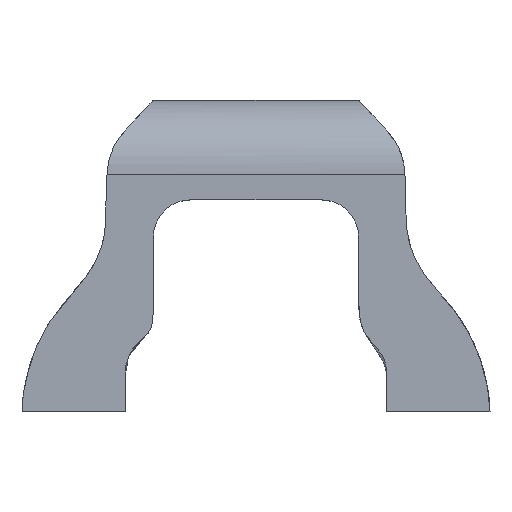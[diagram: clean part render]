
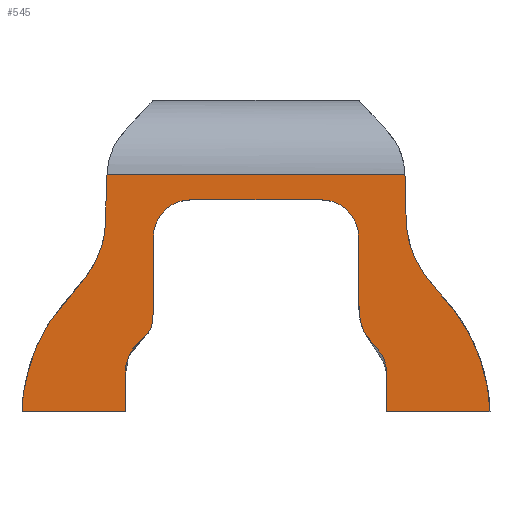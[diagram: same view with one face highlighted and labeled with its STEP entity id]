
A CAD part, top view. The second image highlights one B-rep face of the part: STEP entity #545.
In plain terms, the highlighted planar face has unit normal (0, 0, 1).
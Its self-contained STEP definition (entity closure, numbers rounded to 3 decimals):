
#23=(
BOUNDED_CURVE()
B_SPLINE_CURVE(5,(#1230,#1231,#1232,#1233,#1234,#1235,#1236,#1237,#1238,
#1239,#1240,#1241,#1242,#1243,#1244),.UNSPECIFIED.,.F.,.F.)
B_SPLINE_CURVE_WITH_KNOTS((6,1,1,1,1,1,1,1,1,1,6),(0.,0.1,0.2,0.3,0.4,0.5,
0.6,0.7,0.8,0.9,1.),.UNSPECIFIED.)
CURVE()
GEOMETRIC_REPRESENTATION_ITEM()
RATIONAL_B_SPLINE_CURVE((1.,1.,1.,1.,1.,1.,1.,1.,1.,1.,1.,1.,1.,1.,1.))
REPRESENTATION_ITEM('')
);
#24=(
BOUNDED_CURVE()
B_SPLINE_CURVE(5,(#1299,#1300,#1301,#1302,#1303,#1304,#1305,#1306,#1307,
#1308,#1309,#1310,#1311,#1312,#1313,#1314,#1315),.UNSPECIFIED.,.F.,.F.)
B_SPLINE_CURVE_WITH_KNOTS((6,1,1,1,1,1,1,1,1,1,1,1,6),(-0.735,
-0.733,-0.667,-0.6,-0.533,-0.467,
-0.4,-0.333,-0.267,-0.2,-0.133,-0.067,
0.),.UNSPECIFIED.)
CURVE()
GEOMETRIC_REPRESENTATION_ITEM()
RATIONAL_B_SPLINE_CURVE((1.,1.,1.,1.,1.,1.,1.,1.,1.,1.,1.,1.,1.,1.,1.,1.,
1.))
REPRESENTATION_ITEM('')
);
#25=(
BOUNDED_CURVE()
B_SPLINE_CURVE(5,(#1357,#1358,#1359,#1360,#1361,#1362,#1363,#1364,#1365,
#1366,#1367,#1368,#1369,#1370,#1371,#1372,#1373),.UNSPECIFIED.,.F.,.F.)
B_SPLINE_CURVE_WITH_KNOTS((6,1,1,1,1,1,1,1,1,1,1,1,6),(0.,0.067,
0.133,0.2,0.267,0.333,0.4,0.467,
0.533,0.6,0.667,0.733,0.735),
 .UNSPECIFIED.)
CURVE()
GEOMETRIC_REPRESENTATION_ITEM()
RATIONAL_B_SPLINE_CURVE((1.,1.,1.,1.,1.,1.,1.,1.,1.,1.,1.,1.,1.,1.,1.,1.,
1.))
REPRESENTATION_ITEM('')
);
#26=(
BOUNDED_CURVE()
B_SPLINE_CURVE(5,(#1456,#1457,#1458,#1459,#1460,#1461,#1462,#1463,#1464,
#1465,#1466,#1467,#1468,#1469,#1470),.UNSPECIFIED.,.F.,.F.)
B_SPLINE_CURVE_WITH_KNOTS((6,1,1,1,1,1,1,1,1,1,6),(-1.,-0.9,
-0.8,-0.7,-0.6,-0.5,-0.4,-0.3,-0.2,-0.1,0.),.UNSPECIFIED.)
CURVE()
GEOMETRIC_REPRESENTATION_ITEM()
RATIONAL_B_SPLINE_CURVE((1.,1.,1.,1.,1.,1.,1.,1.,1.,1.,1.,1.,1.,1.,1.))
REPRESENTATION_ITEM('')
);
#31=CIRCLE('',#575,3.);
#32=CIRCLE('',#578,3.);
#52=PLANE('',#596);
#85=FACE_OUTER_BOUND('',#115,.T.);
#115=EDGE_LOOP('',(#492,#493,#494,#495,#496,#497,#498,#499,#500,#501,#502,
#503,#504,#505));
#131=LINE('',#1129,#168);
#134=LINE('',#1196,#171);
#138=LINE('',#1248,#175);
#141=LINE('',#1256,#178);
#147=LINE('',#1473,#184);
#150=LINE('',#1493,#187);
#151=LINE('',#1495,#188);
#154=LINE('',#1507,#191);
#168=VECTOR('',#630,10.);
#171=VECTOR('',#641,10.);
#175=VECTOR('',#647,10.);
#178=VECTOR('',#656,10.);
#184=VECTOR('',#668,10.);
#187=VECTOR('',#691,10.);
#188=VECTOR('',#694,10.);
#191=VECTOR('',#709,10.);
#246=VERTEX_POINT('',#1113);
#247=VERTEX_POINT('',#1128);
#250=VERTEX_POINT('',#1193);
#251=VERTEX_POINT('',#1195);
#252=VERTEX_POINT('',#1228);
#253=VERTEX_POINT('',#1246);
#254=VERTEX_POINT('',#1250);
#255=VERTEX_POINT('',#1254);
#256=VERTEX_POINT('',#1297);
#257=VERTEX_POINT('',#1356);
#258=VERTEX_POINT('',#1420);
#259=VERTEX_POINT('',#1453);
#260=VERTEX_POINT('',#1455);
#267=VERTEX_POINT('',#1491);
#307=EDGE_CURVE('',#247,#246,#131,.T.);
#314=EDGE_CURVE('',#251,#250,#134,.T.);
#317=EDGE_CURVE('',#250,#252,#23,.T.);
#319=EDGE_CURVE('',#252,#253,#138,.T.);
#321=EDGE_CURVE('',#253,#254,#31,.T.);
#323=EDGE_CURVE('',#254,#255,#141,.T.);
#325=EDGE_CURVE('',#246,#256,#24,.T.);
#326=EDGE_CURVE('',#257,#247,#25,.T.);
#330=EDGE_CURVE('',#255,#258,#32,.T.);
#332=EDGE_CURVE('',#260,#259,#26,.T.);
#334=EDGE_CURVE('',#258,#260,#147,.T.);
#343=EDGE_CURVE('',#267,#259,#150,.T.);
#344=EDGE_CURVE('',#257,#267,#151,.T.);
#350=EDGE_CURVE('',#251,#256,#154,.T.);
#492=ORIENTED_EDGE('',*,*,#307,.T.);
#493=ORIENTED_EDGE('',*,*,#325,.T.);
#494=ORIENTED_EDGE('',*,*,#350,.F.);
#495=ORIENTED_EDGE('',*,*,#314,.T.);
#496=ORIENTED_EDGE('',*,*,#317,.T.);
#497=ORIENTED_EDGE('',*,*,#319,.T.);
#498=ORIENTED_EDGE('',*,*,#321,.T.);
#499=ORIENTED_EDGE('',*,*,#323,.T.);
#500=ORIENTED_EDGE('',*,*,#330,.T.);
#501=ORIENTED_EDGE('',*,*,#334,.T.);
#502=ORIENTED_EDGE('',*,*,#332,.T.);
#503=ORIENTED_EDGE('',*,*,#343,.F.);
#504=ORIENTED_EDGE('',*,*,#344,.F.);
#505=ORIENTED_EDGE('',*,*,#326,.T.);
#545=ADVANCED_FACE('',(#85),#52,.T.);
#575=AXIS2_PLACEMENT_3D('',#1252,#651,#652);
#578=AXIS2_PLACEMENT_3D('',#1422,#662,#663);
#596=AXIS2_PLACEMENT_3D('',#1506,#707,#708);
#630=DIRECTION('',(-1.,0.,0.));
#641=DIRECTION('',(0.,1.,0.));
#647=DIRECTION('',(0.,1.,0.));
#651=DIRECTION('center_axis',(0.,0.,-1.));
#652=DIRECTION('ref_axis',(0.,1.,0.));
#656=DIRECTION('',(1.,0.,0.));
#662=DIRECTION('center_axis',(0.,0.,-1.));
#663=DIRECTION('ref_axis',(1.,0.,0.));
#668=DIRECTION('',(0.,-1.,0.));
#691=DIRECTION('',(0.,1.,0.));
#694=DIRECTION('',(-1.,0.,0.));
#707=DIRECTION('center_axis',(0.,0.,1.));
#708=DIRECTION('ref_axis',(1.,0.,0.));
#709=DIRECTION('',(-1.,0.,0.));
#1113=CARTESIAN_POINT('',(-11.969,19.,5.4));
#1128=CARTESIAN_POINT('',(11.969,19.,5.4));
#1129=CARTESIAN_POINT('',(-20.,19.,5.4));
#1193=CARTESIAN_POINT('',(-10.5,3.,5.4));
#1195=CARTESIAN_POINT('',(-10.5,0.,5.4));
#1196=CARTESIAN_POINT('',(-10.5,0.,5.4));
#1228=CARTESIAN_POINT('',(-8.25,9.,5.4));
#1230=CARTESIAN_POINT('Ctrl Pts',(-10.5,3.,5.4));
#1231=CARTESIAN_POINT('Ctrl Pts',(-10.5,3.174,5.4));
#1232=CARTESIAN_POINT('Ctrl Pts',(-10.482,3.514,5.4));
#1233=CARTESIAN_POINT('Ctrl Pts',(-10.402,3.995,5.4));
#1234=CARTESIAN_POINT('Ctrl Pts',(-10.198,4.576,5.4));
#1235=CARTESIAN_POINT('Ctrl Pts',(-9.822,5.173,5.4));
#1236=CARTESIAN_POINT('Ctrl Pts',(-9.388,5.634,5.4));
#1237=CARTESIAN_POINT('Ctrl Pts',(-8.962,5.975,5.4));
#1238=CARTESIAN_POINT('Ctrl Pts',(-8.618,6.298,5.4));
#1239=CARTESIAN_POINT('Ctrl Pts',(-8.401,6.733,5.4));
#1240=CARTESIAN_POINT('Ctrl Pts',(-8.291,7.317,5.4));
#1241=CARTESIAN_POINT('Ctrl Pts',(-8.26,7.913,5.4));
#1242=CARTESIAN_POINT('Ctrl Pts',(-8.252,8.43,5.4));
#1243=CARTESIAN_POINT('Ctrl Pts',(-8.25,8.805,5.4));
#1244=CARTESIAN_POINT('Ctrl Pts',(-8.25,9.,5.4));
#1246=CARTESIAN_POINT('',(-8.25,14.,5.4));
#1248=CARTESIAN_POINT('',(-8.25,4.5,5.4));
#1250=CARTESIAN_POINT('',(-5.25,17.,5.4));
#1252=CARTESIAN_POINT('Origin',(-5.25,14.,5.4));
#1254=CARTESIAN_POINT('',(5.25,17.,5.4));
#1256=CARTESIAN_POINT('',(-12.025,17.,5.4));
#1297=CARTESIAN_POINT('',(-18.8,0.,5.4));
#1299=CARTESIAN_POINT('Ctrl Pts',(-11.969,19.,5.4));
#1300=CARTESIAN_POINT('Ctrl Pts',(-11.97,18.993,5.4));
#1301=CARTESIAN_POINT('Ctrl Pts',(-11.994,18.607,5.4));
#1302=CARTESIAN_POINT('Ctrl Pts',(-12.013,17.796,5.4));
#1303=CARTESIAN_POINT('Ctrl Pts',(-11.98,16.457,5.4));
#1304=CARTESIAN_POINT('Ctrl Pts',(-11.996,14.609,5.4));
#1305=CARTESIAN_POINT('Ctrl Pts',(-12.466,12.672,5.4));
#1306=CARTESIAN_POINT('Ctrl Pts',(-13.376,11.079,5.4));
#1307=CARTESIAN_POINT('Ctrl Pts',(-14.587,9.693,5.4));
#1308=CARTESIAN_POINT('Ctrl Pts',(-15.863,8.276,5.4));
#1309=CARTESIAN_POINT('Ctrl Pts',(-16.989,6.656,5.4));
#1310=CARTESIAN_POINT('Ctrl Pts',(-17.853,4.843,5.4));
#1311=CARTESIAN_POINT('Ctrl Pts',(-18.433,2.983,5.4));
#1312=CARTESIAN_POINT('Ctrl Pts',(-18.688,1.616,5.4));
#1313=CARTESIAN_POINT('Ctrl Pts',(-18.78,0.74,5.4));
#1314=CARTESIAN_POINT('Ctrl Pts',(-18.8,0.234,5.4));
#1315=CARTESIAN_POINT('Ctrl Pts',(-18.8,0.,5.4));
#1356=CARTESIAN_POINT('',(18.8,0.,5.4));
#1357=CARTESIAN_POINT('Ctrl Pts',(18.8,0.,5.4));
#1358=CARTESIAN_POINT('Ctrl Pts',(18.8,0.234,5.4));
#1359=CARTESIAN_POINT('Ctrl Pts',(18.78,0.74,5.4));
#1360=CARTESIAN_POINT('Ctrl Pts',(18.688,1.616,5.4));
#1361=CARTESIAN_POINT('Ctrl Pts',(18.433,2.983,5.4));
#1362=CARTESIAN_POINT('Ctrl Pts',(17.853,4.843,5.4));
#1363=CARTESIAN_POINT('Ctrl Pts',(16.989,6.656,5.4));
#1364=CARTESIAN_POINT('Ctrl Pts',(15.863,8.276,5.4));
#1365=CARTESIAN_POINT('Ctrl Pts',(14.587,9.693,5.4));
#1366=CARTESIAN_POINT('Ctrl Pts',(13.376,11.079,5.4));
#1367=CARTESIAN_POINT('Ctrl Pts',(12.466,12.672,5.4));
#1368=CARTESIAN_POINT('Ctrl Pts',(11.996,14.609,5.4));
#1369=CARTESIAN_POINT('Ctrl Pts',(11.98,16.457,5.4));
#1370=CARTESIAN_POINT('Ctrl Pts',(12.013,17.796,5.4));
#1371=CARTESIAN_POINT('Ctrl Pts',(11.994,18.607,5.4));
#1372=CARTESIAN_POINT('Ctrl Pts',(11.97,18.993,5.4));
#1373=CARTESIAN_POINT('Ctrl Pts',(11.969,19.,5.4));
#1420=CARTESIAN_POINT('',(8.25,14.,5.4));
#1422=CARTESIAN_POINT('Origin',(5.25,14.,5.4));
#1453=CARTESIAN_POINT('',(10.5,3.,5.4));
#1455=CARTESIAN_POINT('',(8.25,9.,5.4));
#1456=CARTESIAN_POINT('Ctrl Pts',(8.25,9.,5.4));
#1457=CARTESIAN_POINT('Ctrl Pts',(8.25,8.842,5.4));
#1458=CARTESIAN_POINT('Ctrl Pts',(8.253,8.534,5.4));
#1459=CARTESIAN_POINT('Ctrl Pts',(8.269,8.096,5.4));
#1460=CARTESIAN_POINT('Ctrl Pts',(8.315,7.56,5.4));
#1461=CARTESIAN_POINT('Ctrl Pts',(8.438,6.965,5.4));
#1462=CARTESIAN_POINT('Ctrl Pts',(8.649,6.435,5.4));
#1463=CARTESIAN_POINT('Ctrl Pts',(8.959,5.954,5.4));
#1464=CARTESIAN_POINT('Ctrl Pts',(9.354,5.496,5.4));
#1465=CARTESIAN_POINT('Ctrl Pts',(9.783,5.02,5.4));
#1466=CARTESIAN_POINT('Ctrl Pts',(10.173,4.48,5.4));
#1467=CARTESIAN_POINT('Ctrl Pts',(10.394,3.962,5.4));
#1468=CARTESIAN_POINT('Ctrl Pts',(10.481,3.508,5.4));
#1469=CARTESIAN_POINT('Ctrl Pts',(10.5,3.174,5.4));
#1470=CARTESIAN_POINT('Ctrl Pts',(10.5,3.,5.4));
#1473=CARTESIAN_POINT('',(8.25,7.,5.4));
#1491=CARTESIAN_POINT('',(10.5,0.,5.4));
#1493=CARTESIAN_POINT('',(10.5,0.,5.4));
#1495=CARTESIAN_POINT('',(18.8,0.,5.4));
#1506=CARTESIAN_POINT('Origin',(-18.8,0.,5.4));
#1507=CARTESIAN_POINT('',(18.8,0.,5.4));
